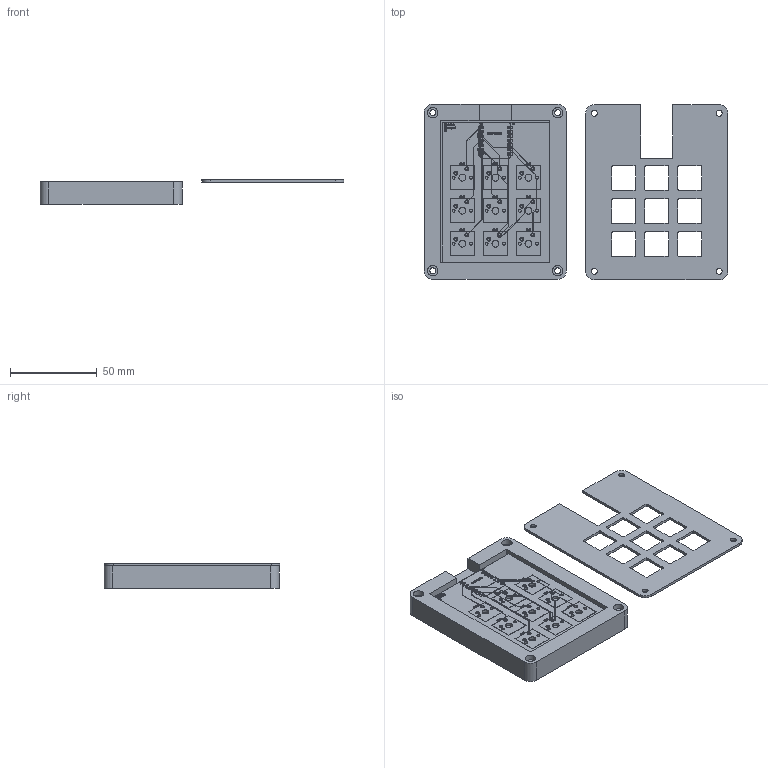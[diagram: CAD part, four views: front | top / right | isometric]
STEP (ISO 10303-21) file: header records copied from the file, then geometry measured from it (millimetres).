
FILE_DESCRIPTION(/* description */ (''),/* implementation_level */ '2;1');
FILE_NAME(/* name */ 'Full.step',/* time_stamp */ '2025-12-04T21:30:08+02:00',/* author */ (''),/* organization */ (''),/* preprocessor_version */ 'ST-DEVELOPER v20.1',/* originating_system */ 'Autodesk Translation Framework v14.21.0.0',/* authorisation */ '');
FILE_SCHEMA (('AUTOMOTIVE_DESIGN { 1 0 10303 214 3 1 1 }'));
Length unit declared in the file: millimetre
Products named in the file (9): 2025-12-04-21-01-04-364; 2025-12-04-18-52-42-185; 2025-12-04-19-52-11-086; proje 1; proje_copper; proje_silkscreen; proje_soldermask; proje_soldermask_1; proje_PCB
Assembly tree (8 placements, depth 3):
  2025-12-04-21-01-04-364
    2025-12-04-18-52-42-185
    2025-12-04-19-52-11-086
    proje 1
      proje_copper
      proje_silkscreen
      proje_soldermask
      proje_soldermask_1
      proje_PCB
Bounding box: 175.2 x 101.48 x 14.29 mm (x, y, z)
Volume: 69947.2 mm3; surface area: 59079.3 mm2
Topology: 35 solids, 110 shells, 1101 faces, 4150 edges, 3262 vertices
Faces by surface type: plane 596, cylinder 299, bspline 206
Full cylindrical faces by diameter (mm): 0.839 x14, 0.889 x28, 1.45 x18, 1.5 x36, 1.524 x14, 1.7 x18, 2.2 x36, 3.4 x8, 4 x9, 6 x4
Entity records: 48134 total; most frequent: CARTESIAN_POINT 12466, ORIENTED_EDGE 6814, DIRECTION 6737, EDGE_CURVE 4150, VERTEX_POINT 3262, LINE 2551, VECTOR 2551, AXIS2_PLACEMENT_3D 2093
